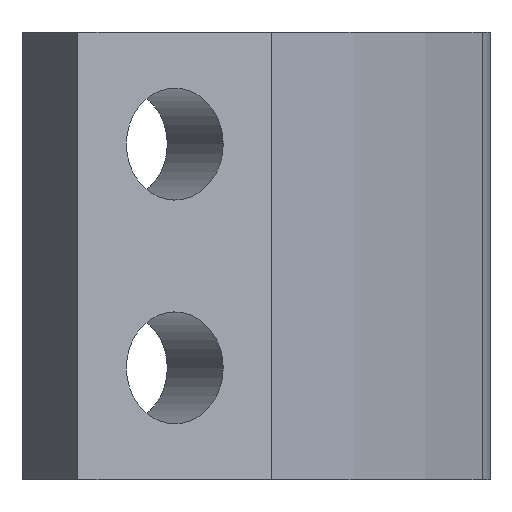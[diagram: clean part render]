
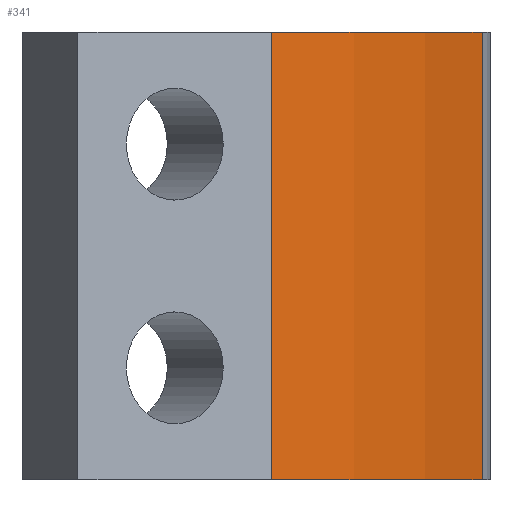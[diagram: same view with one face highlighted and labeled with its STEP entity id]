
A CAD part, left-side view. The second image highlights one B-rep face of the part: STEP entity #341.
In plain terms, the highlighted cylindrical face has radius 20.718 mm (diameter 41.437 mm), a partial arc.
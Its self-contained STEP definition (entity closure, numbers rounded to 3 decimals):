
#34=FACE_OUTER_BOUND('',#52,.T.);
#52=EDGE_LOOP('',(#250,#251,#252,#253));
#76=LINE('',#526,#106);
#85=LINE('',#555,#115);
#106=VECTOR('',#422,10.);
#115=VECTOR('',#447,10.);
#138=CIRCLE('',#384,20.718);
#142=CIRCLE('',#389,20.718);
#155=VERTEX_POINT('',#523);
#156=VERTEX_POINT('',#525);
#158=VERTEX_POINT('',#531);
#168=VERTEX_POINT('',#553);
#187=EDGE_CURVE('',#155,#156,#76,.T.);
#190=EDGE_CURVE('',#158,#156,#138,.T.);
#201=EDGE_CURVE('',#168,#155,#142,.T.);
#202=EDGE_CURVE('',#158,#168,#85,.T.);
#250=ORIENTED_EDGE('',*,*,#187,.F.);
#251=ORIENTED_EDGE('',*,*,#201,.F.);
#252=ORIENTED_EDGE('',*,*,#202,.F.);
#253=ORIENTED_EDGE('',*,*,#190,.T.);
#331=CYLINDRICAL_SURFACE('',#388,20.718);
#341=ADVANCED_FACE('',(#34),#331,.T.);
#384=AXIS2_PLACEMENT_3D('',#532,#428,#429);
#388=AXIS2_PLACEMENT_3D('',#552,#443,#444);
#389=AXIS2_PLACEMENT_3D('',#554,#445,#446);
#422=DIRECTION('',(0.,0.,-1.));
#428=DIRECTION('center_axis',(0.,0.,1.));
#429=DIRECTION('ref_axis',(-0.784,-0.62,0.));
#443=DIRECTION('center_axis',(0.,0.,1.));
#444=DIRECTION('ref_axis',(-0.784,-0.62,0.));
#445=DIRECTION('center_axis',(0.,0.,1.));
#446=DIRECTION('ref_axis',(-0.784,-0.62,0.));
#447=DIRECTION('',(0.,0.,1.));
#523=CARTESIAN_POINT('',(-9.344,-18.491,12.));
#525=CARTESIAN_POINT('',(-9.344,-18.491,0.));
#526=CARTESIAN_POINT('',(-9.344,-18.491,0.));
#531=CARTESIAN_POINT('',(-16.254,-12.848,0.));
#532=CARTESIAN_POINT('Origin',(0.,0.,0.));
#552=CARTESIAN_POINT('Origin',(0.,0.,0.));
#553=CARTESIAN_POINT('',(-16.254,-12.848,12.));
#554=CARTESIAN_POINT('Origin',(0.,0.,12.));
#555=CARTESIAN_POINT('',(-16.254,-12.848,0.));
